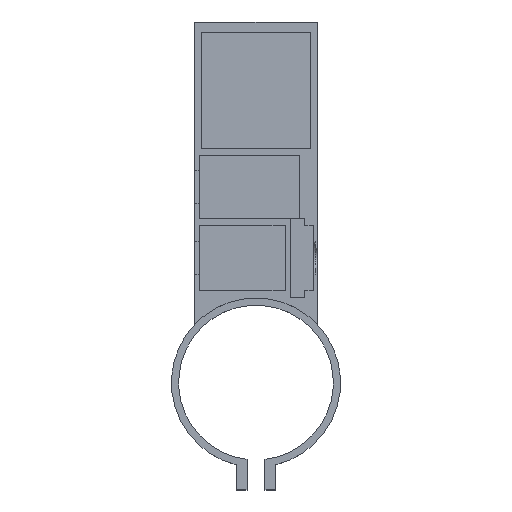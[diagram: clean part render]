
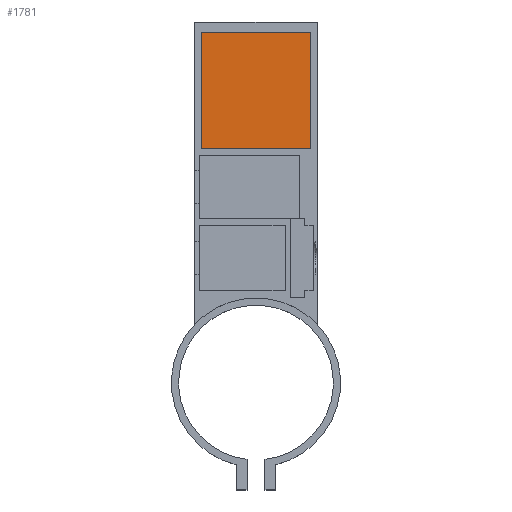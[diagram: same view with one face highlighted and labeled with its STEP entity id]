
A CAD part, top view. The second image highlights one B-rep face of the part: STEP entity #1781.
In plain terms, the highlighted planar face has unit normal (0, 0, 1).
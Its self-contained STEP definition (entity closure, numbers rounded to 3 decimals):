
#1661 = VERTEX_POINT('',#1662);
#1662 = CARTESIAN_POINT('',(-15.25,65.2,2.));
#1668 = EDGE_CURVE('',#1669,#1661,#1671,.T.);
#1669 = VERTEX_POINT('',#1670);
#1670 = CARTESIAN_POINT('',(-15.25,97.2,2.));
#1671 = LINE('',#1672,#1673);
#1672 = CARTESIAN_POINT('',(-15.25,97.2,2.));
#1673 = VECTOR('',#1674,1.);
#1674 = DIRECTION('',(0.,-1.,0.));
#1691 = VERTEX_POINT('',#1692);
#1692 = CARTESIAN_POINT('',(15.25,97.2,2.));
#1700 = EDGE_CURVE('',#1691,#1669,#1701,.T.);
#1701 = LINE('',#1702,#1703);
#1702 = CARTESIAN_POINT('',(15.25,97.2,2.));
#1703 = VECTOR('',#1704,1.);
#1704 = DIRECTION('',(-1.,0.,0.));
#1717 = VERTEX_POINT('',#1718);
#1718 = CARTESIAN_POINT('',(15.25,65.2,2.));
#1724 = EDGE_CURVE('',#1661,#1717,#1725,.T.);
#1725 = LINE('',#1726,#1727);
#1726 = CARTESIAN_POINT('',(-15.25,65.2,2.));
#1727 = VECTOR('',#1728,1.);
#1728 = DIRECTION('',(1.,0.,0.));
#1741 = EDGE_CURVE('',#1717,#1691,#1742,.T.);
#1742 = LINE('',#1743,#1744);
#1743 = CARTESIAN_POINT('',(15.25,65.2,2.));
#1744 = VECTOR('',#1745,1.);
#1745 = DIRECTION('',(0.,1.,0.));
#1781 = ADVANCED_FACE('',(#1782),#1788,.T.);
#1782 = FACE_BOUND('',#1783,.T.);
#1783 = EDGE_LOOP('',(#1784,#1785,#1786,#1787));
#1784 = ORIENTED_EDGE('',*,*,#1668,.T.);
#1785 = ORIENTED_EDGE('',*,*,#1724,.T.);
#1786 = ORIENTED_EDGE('',*,*,#1741,.T.);
#1787 = ORIENTED_EDGE('',*,*,#1700,.T.);
#1788 = PLANE('',#1789);
#1789 = AXIS2_PLACEMENT_3D('',#1790,#1791,#1792);
#1790 = CARTESIAN_POINT('',(-1.93,59.777,2.));
#1791 = DIRECTION('',(0.,0.,1.));
#1792 = DIRECTION('',(1.,0.,0.));
